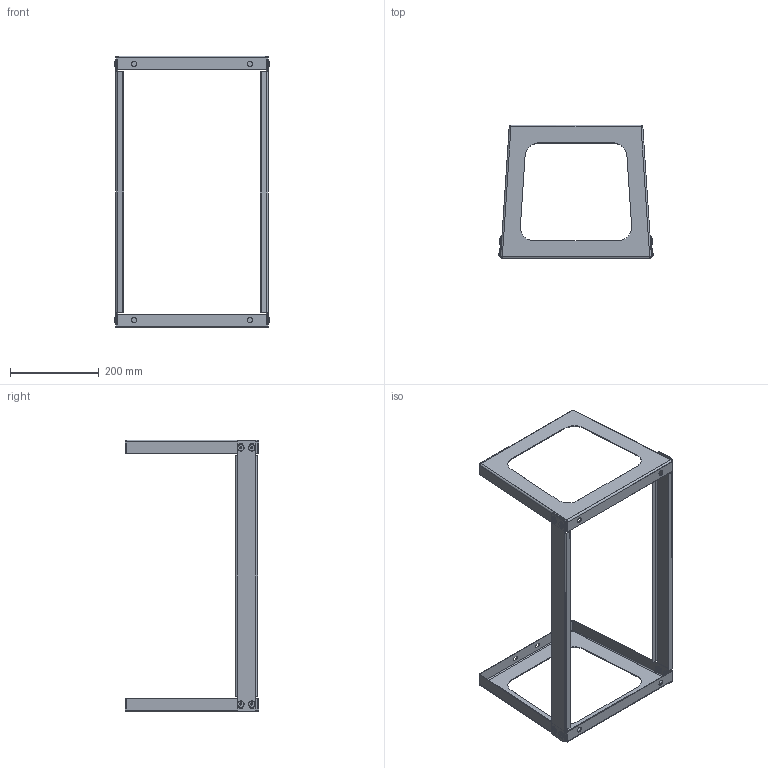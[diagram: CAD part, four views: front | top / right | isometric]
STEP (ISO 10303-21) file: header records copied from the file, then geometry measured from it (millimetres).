
FILE_DESCRIPTION (( 'STEP AP203' ), '1' );
FILE_NAME ('438.630.STEP', '2024-04-16T08:40:05', ( '' ), ( '' ), 'SwSTEP 2.0', 'SolidWorks 2021', '' );
FILE_SCHEMA (( 'CONFIG_CONTROL_DESIGN' ));
Length unit declared in the file: millimetre
Products named in the file (5): 438.020; Âèíò Ì6õ16 ìåáåëüíûé; 438.630; 438.600; Ãàéêà êëåòüåâàÿ DIN 88109-Ì6-(1,7-2,5)-Zn 
Assembly tree (20 placements, depth 2):
  438.630
    438.020  x2
    438.600  x2
    Âèíò Ì6õ16 ìåáåëüíûé  x8
    Ãàéêà êëåòüåâàÿ DIN 88109-Ì6-(1,7-2,5)-Zn   x8
Bounding box: 346.9 x 300 x 611 mm (x, y, z)
Volume: 482778.6 mm3; surface area: 505188.4 mm2
Topology: 20 solids, 20 shells, 1930 faces, 4558 edges, 2676 vertices
Faces by surface type: plane 1104, cylinder 642, cone 96, bspline 72, torus 16
Entity records: 14052 total; most frequent: CARTESIAN_POINT 5461, ORIENTED_EDGE 1620, DIRECTION 1532, EDGE_CURVE 810, VECTOR 568, LINE 568, VERTEX_POINT 486, AXIS2_PLACEMENT_3D 482
